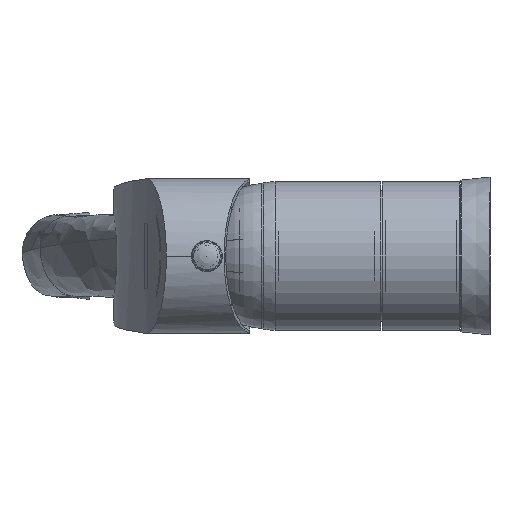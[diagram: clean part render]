
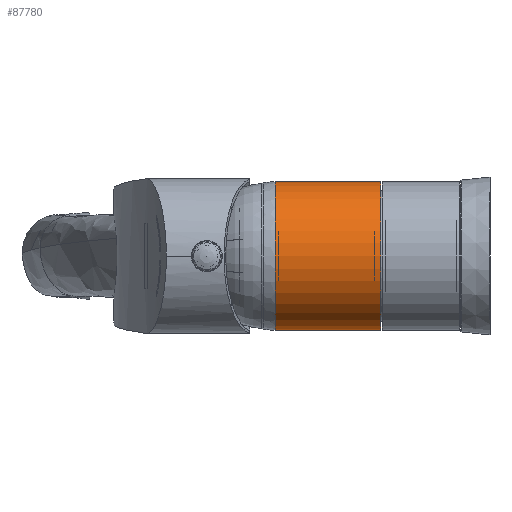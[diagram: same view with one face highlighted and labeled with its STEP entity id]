
A CAD part, left-side view. The second image highlights one B-rep face of the part: STEP entity #87780.
In plain terms, the highlighted cylindrical face has radius 24 mm (diameter 48 mm), a partial arc.
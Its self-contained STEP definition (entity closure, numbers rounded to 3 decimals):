
#5435 = CARTESIAN_POINT ( 'NONE',  ( 0., 27.5, 24. ) ) ;
#8188 = VERTEX_POINT ( 'NONE', #37058 ) ;
#14652 = DIRECTION ( 'NONE',  ( 0., 1., 0. ) ) ;
#16467 = EDGE_CURVE ( 'NONE', #45942, #8188, #80940, .T. ) ;
#19968 = EDGE_CURVE ( 'NONE', #45942, #48372, #125755, .T. ) ;
#22062 = CYLINDRICAL_SURFACE ( 'NONE', #40014, 24. ) ;
#22573 = VERTEX_POINT ( 'NONE', #81809 ) ;
#23734 = ORIENTED_EDGE ( 'NONE', *, *, #16467, .T. ) ;
#24339 = ORIENTED_EDGE ( 'NONE', *, *, #19968, .F. ) ;
#25403 = VECTOR ( 'NONE', #46250, 1000. ) ;
#37058 = CARTESIAN_POINT ( 'NONE',  ( 0., 25.5, 24. ) ) ;
#39930 = DIRECTION ( 'NONE',  ( 0., -1., 0. ) ) ;
#40014 = AXIS2_PLACEMENT_3D ( 'NONE', #54809, #82950, #52846 ) ;
#41444 = CARTESIAN_POINT ( 'NONE',  ( 0., 25.5, 0. ) ) ;
#41468 = FACE_OUTER_BOUND ( 'NONE', #83880, .T. ) ;
#42105 = DIRECTION ( 'NONE',  ( 0., 1., 0. ) ) ;
#45942 = VERTEX_POINT ( 'NONE', #129102 ) ;
#46250 = DIRECTION ( 'NONE',  ( 0., 1., 0. ) ) ;
#46944 = VECTOR ( 'NONE', #14652, 1000. ) ;
#48372 = VERTEX_POINT ( 'NONE', #101339 ) ;
#52846 = DIRECTION ( 'NONE',  ( 0., 0., -1. ) ) ;
#53491 = EDGE_CURVE ( 'NONE', #22573, #48372, #61230, .T. ) ;
#54809 = CARTESIAN_POINT ( 'NONE',  ( 0., 27.5, 0. ) ) ;
#60672 = DIRECTION ( 'NONE',  ( 0., 0., 1. ) ) ;
#61230 = CIRCLE ( 'NONE', #78316, 24. ) ;
#78316 = AXIS2_PLACEMENT_3D ( 'NONE', #91458, #39930, #60672 ) ;
#80940 = CIRCLE ( 'NONE', #110851, 24. ) ;
#81809 = CARTESIAN_POINT ( 'NONE',  ( 0., 59.65, 24. ) ) ;
#82950 = DIRECTION ( 'NONE',  ( 0., 1., 0. ) ) ;
#83880 = EDGE_LOOP ( 'NONE', ( #23734, #127026, #130077, #24339 ) ) ;
#87780 = ADVANCED_FACE ( 'NONE', ( #41468 ), #22062, .T. ) ;
#91458 = CARTESIAN_POINT ( 'NONE',  ( 0., 59.65, 0. ) ) ;
#98883 = EDGE_CURVE ( 'NONE', #8188, #22573, #106491, .T. ) ;
#101339 = CARTESIAN_POINT ( 'NONE',  ( 0., 59.65, -24. ) ) ;
#106491 = LINE ( 'NONE', #5435, #25403 ) ;
#110851 = AXIS2_PLACEMENT_3D ( 'NONE', #41444, #42105, #122416 ) ;
#115708 = CARTESIAN_POINT ( 'NONE',  ( 0., 27.5, -24. ) ) ;
#122416 = DIRECTION ( 'NONE',  ( 0., 0., -1. ) ) ;
#125755 = LINE ( 'NONE', #115708, #46944 ) ;
#127026 = ORIENTED_EDGE ( 'NONE', *, *, #98883, .T. ) ;
#129102 = CARTESIAN_POINT ( 'NONE',  ( 0., 25.5, -24. ) ) ;
#130077 = ORIENTED_EDGE ( 'NONE', *, *, #53491, .T. ) ;
